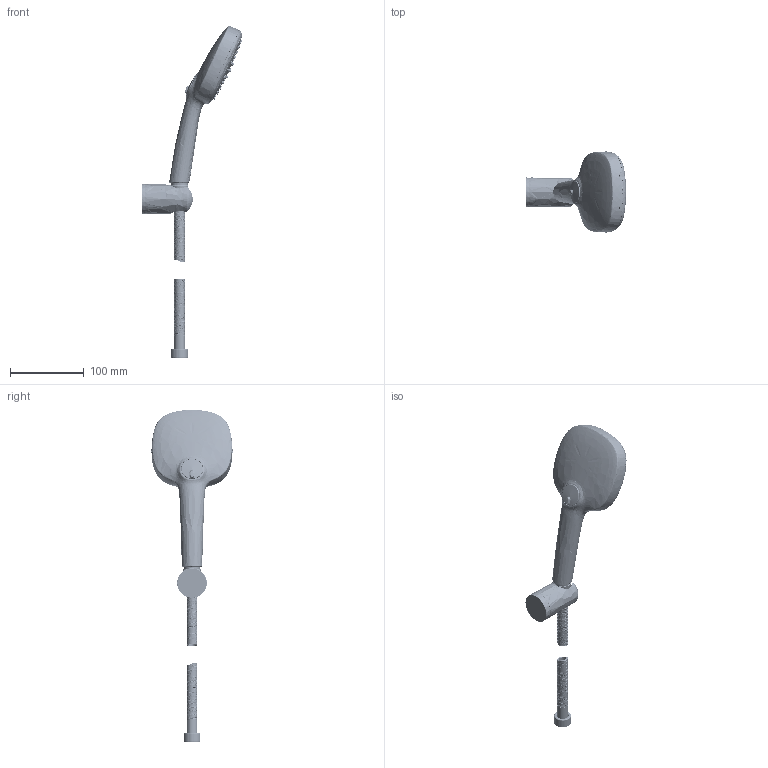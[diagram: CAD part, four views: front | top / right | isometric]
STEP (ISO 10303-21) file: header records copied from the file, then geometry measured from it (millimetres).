
FILE_DESCRIPTION(/* description */ ('Unknown'),/* implementation_level */ '2;1');
FILE_NAME(/* name */ '26399001',/* time_stamp */ '2023-01-31T16:06:39+01:00',/* author */ ('Unknown'),/* organization */ ('GROHE AG'),/* preprocessor_version */ 'ST-DEVELOPER v16.7',/* originating_system */ 'DEX',/* authorisation */ $);
FILE_SCHEMA (('AUTOMOTIVE_DESIGN {1 0 10303 214 3 1 1}'));
Products named in the file (1): 26399001
Bounding box: 136.17 x 110.02 x 450.63 mm (x, y, z)
Volume: 167090.1 mm3; surface area: 169032.7 mm2
Topology: 11 solids, 14 shells, 8092 faces, 19802 edges, 11600 vertices
Faces by surface type: bspline 5232, cylinder 1034, plane 817, torus 401, cone 377, sphere 231
Full cylindrical faces by diameter (mm): 2.8 x144, 3.7 x72, 4.1 x14, 8.3 x2, 10.8 x2, 12 x2, 14.7 x2, 15.1 x1, 15.6 x1, 16 x2, 16.2 x3, 17.996 x4, 18.2 x1, 18.4 x1, 18.631 x2, 19.2 x1, 19.9 x1, 21 x2, 21.2 x4, 22.2 x2, 22.6 x1, 23 x1, 23.8 x1, 30.98 x1, 38 x1
Entity records: 342163 total; most frequent: CARTESIAN_POINT 194599, ORIENTED_EDGE 35866, DIRECTION 18599, EDGE_CURVE 17933, VERTEX_POINT 10979, B_SPLINE_CURVE_WITH_KNOTS 10530, EDGE_LOOP 9608, FACE_BOUND 9608
